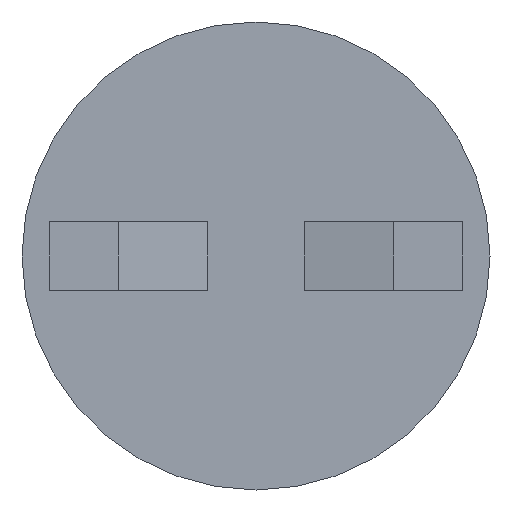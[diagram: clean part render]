
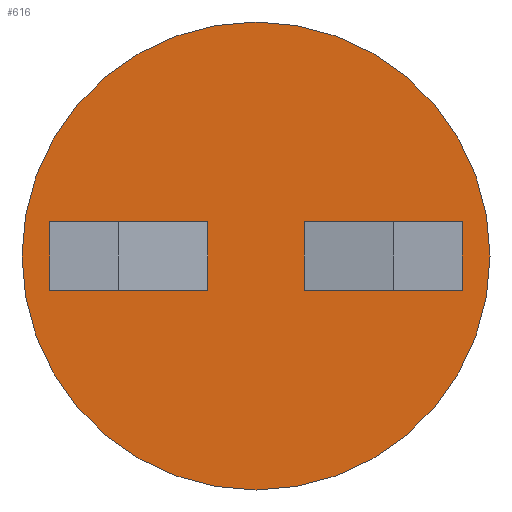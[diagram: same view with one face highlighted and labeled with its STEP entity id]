
A CAD part, front view. The second image highlights one B-rep face of the part: STEP entity #616.
In plain terms, the highlighted planar face has unit normal (0, -1, 0).
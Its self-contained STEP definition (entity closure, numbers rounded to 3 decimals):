
#4 = CARTESIAN_POINT ( 'NONE',  ( -1.5, 0., 0. ) ) ;
#7 = VERTEX_POINT ( 'NONE', #320 ) ;
#17 = CARTESIAN_POINT ( 'NONE',  ( -1.7, 0., -0.25 ) ) ;
#31 = CIRCLE ( 'NONE', #632, 1.7 ) ;
#33 = LINE ( 'NONE', #17, #131 ) ;
#48 = EDGE_CURVE ( 'NONE', #191, #7, #265, .T. ) ;
#51 = ORIENTED_EDGE ( 'NONE', *, *, #659, .F. ) ;
#54 = FACE_BOUND ( 'NONE', #94, .T. ) ;
#59 = CARTESIAN_POINT ( 'NONE',  ( 0., 0., 1.7 ) ) ;
#60 = VERTEX_POINT ( 'NONE', #59 ) ;
#70 = LINE ( 'NONE', #425, #298 ) ;
#82 = CARTESIAN_POINT ( 'NONE',  ( 0., 0., 0. ) ) ;
#94 = EDGE_LOOP ( 'NONE', ( #216, #483, #445, #161 ) ) ;
#96 = LINE ( 'NONE', #301, #453 ) ;
#104 = FACE_OUTER_BOUND ( 'NONE', #461, .T. ) ;
#105 = LINE ( 'NONE', #202, #383 ) ;
#129 = CARTESIAN_POINT ( 'NONE',  ( 1.5, 0., 0. ) ) ;
#131 = VECTOR ( 'NONE', #177, 1000. ) ;
#134 = EDGE_CURVE ( 'NONE', #60, #638, #31, .T. ) ;
#138 = DIRECTION ( 'NONE',  ( 0., 0., -1. ) ) ;
#143 = VECTOR ( 'NONE', #329, 1000. ) ;
#157 = DIRECTION ( 'NONE',  ( 0., 1., 0. ) ) ;
#161 = ORIENTED_EDGE ( 'NONE', *, *, #450, .F. ) ;
#164 = VECTOR ( 'NONE', #618, 1000. ) ;
#165 = FACE_BOUND ( 'NONE', #557, .T. ) ;
#177 = DIRECTION ( 'NONE',  ( 1., 0., 0. ) ) ;
#182 = CARTESIAN_POINT ( 'NONE',  ( -1.5, 0., 0.25 ) ) ;
#184 = CARTESIAN_POINT ( 'NONE',  ( 0.35, 0., -0.25 ) ) ;
#188 = CARTESIAN_POINT ( 'NONE',  ( -1.7, 0., -0.25 ) ) ;
#191 = VERTEX_POINT ( 'NONE', #182 ) ;
#200 = EDGE_CURVE ( 'NONE', #563, #468, #70, .T. ) ;
#202 = CARTESIAN_POINT ( 'NONE',  ( -1.7, 0., 0.25 ) ) ;
#204 = DIRECTION ( 'NONE',  ( 0., 0., -1. ) ) ;
#209 = ORIENTED_EDGE ( 'NONE', *, *, #469, .F. ) ;
#216 = ORIENTED_EDGE ( 'NONE', *, *, #200, .F. ) ;
#230 = ORIENTED_EDGE ( 'NONE', *, *, #541, .T. ) ;
#254 = CARTESIAN_POINT ( 'NONE',  ( 0.35, 0., 0.25 ) ) ;
#256 = DIRECTION ( 'NONE',  ( 0., 0., 1. ) ) ;
#261 = CARTESIAN_POINT ( 'NONE',  ( -0.35, 0., 0. ) ) ;
#265 = LINE ( 'NONE', #4, #164 ) ;
#266 = CARTESIAN_POINT ( 'NONE',  ( 1.5, 0., 0.25 ) ) ;
#267 = ORIENTED_EDGE ( 'NONE', *, *, #602, .T. ) ;
#294 = DIRECTION ( 'NONE',  ( 1., 0., 0. ) ) ;
#297 = CARTESIAN_POINT ( 'NONE',  ( -0.35, 0., -0.25 ) ) ;
#298 = VECTOR ( 'NONE', #479, 1000. ) ;
#299 = AXIS2_PLACEMENT_3D ( 'NONE', #466, #669, #204 ) ;
#301 = CARTESIAN_POINT ( 'NONE',  ( -1.7, 0., 0.25 ) ) ;
#303 = CARTESIAN_POINT ( 'NONE',  ( -0.35, 0., 0.25 ) ) ;
#307 = PLANE ( 'NONE',  #587 ) ;
#320 = CARTESIAN_POINT ( 'NONE',  ( -1.5, 0., -0.25 ) ) ;
#329 = DIRECTION ( 'NONE',  ( 0., 0., 1. ) ) ;
#331 = VECTOR ( 'NONE', #593, 1000. ) ;
#381 = VERTEX_POINT ( 'NONE', #297 ) ;
#383 = VECTOR ( 'NONE', #397, 1000. ) ;
#388 = ORIENTED_EDGE ( 'NONE', *, *, #134, .T. ) ;
#397 = DIRECTION ( 'NONE',  ( 1., 0., 0. ) ) ;
#407 = LINE ( 'NONE', #261, #527 ) ;
#422 = LINE ( 'NONE', #188, #331 ) ;
#425 = CARTESIAN_POINT ( 'NONE',  ( 0.35, 0., 0. ) ) ;
#445 = ORIENTED_EDGE ( 'NONE', *, *, #570, .F. ) ;
#449 = CARTESIAN_POINT ( 'NONE',  ( 0., 0., -1.7 ) ) ;
#450 = EDGE_CURVE ( 'NONE', #468, #569, #422, .T. ) ;
#453 = VECTOR ( 'NONE', #294, 1000. ) ;
#461 = EDGE_LOOP ( 'NONE', ( #267, #388 ) ) ;
#466 = CARTESIAN_POINT ( 'NONE',  ( 0., 0., 0. ) ) ;
#468 = VERTEX_POINT ( 'NONE', #184 ) ;
#469 = EDGE_CURVE ( 'NONE', #7, #381, #33, .T. ) ;
#479 = DIRECTION ( 'NONE',  ( 0., 0., -1. ) ) ;
#483 = ORIENTED_EDGE ( 'NONE', *, *, #519, .T. ) ;
#496 = LINE ( 'NONE', #129, #143 ) ;
#519 = EDGE_CURVE ( 'NONE', #563, #633, #96, .T. ) ;
#527 = VECTOR ( 'NONE', #621, 1000. ) ;
#541 = EDGE_CURVE ( 'NONE', #191, #656, #105, .T. ) ;
#557 = EDGE_LOOP ( 'NONE', ( #589, #230, #51, #209 ) ) ;
#559 = CIRCLE ( 'NONE', #299, 1.7 ) ;
#563 = VERTEX_POINT ( 'NONE', #254 ) ;
#569 = VERTEX_POINT ( 'NONE', #605 ) ;
#570 = EDGE_CURVE ( 'NONE', #569, #633, #496, .T. ) ;
#587 = AXIS2_PLACEMENT_3D ( 'NONE', #613, #157, #256 ) ;
#589 = ORIENTED_EDGE ( 'NONE', *, *, #48, .F. ) ;
#590 = DIRECTION ( 'NONE',  ( 0., -1., 0. ) ) ;
#593 = DIRECTION ( 'NONE',  ( 1., 0., 0. ) ) ;
#602 = EDGE_CURVE ( 'NONE', #638, #60, #559, .T. ) ;
#605 = CARTESIAN_POINT ( 'NONE',  ( 1.5, 0., -0.25 ) ) ;
#613 = CARTESIAN_POINT ( 'NONE',  ( -1.7, 0., 0. ) ) ;
#616 = ADVANCED_FACE ( 'NONE', ( #54, #165, #104 ), #307, .F. ) ;
#618 = DIRECTION ( 'NONE',  ( 0., 0., -1. ) ) ;
#621 = DIRECTION ( 'NONE',  ( 0., 0., 1. ) ) ;
#632 = AXIS2_PLACEMENT_3D ( 'NONE', #82, #590, #138 ) ;
#633 = VERTEX_POINT ( 'NONE', #266 ) ;
#638 = VERTEX_POINT ( 'NONE', #449 ) ;
#656 = VERTEX_POINT ( 'NONE', #303 ) ;
#659 = EDGE_CURVE ( 'NONE', #381, #656, #407, .T. ) ;
#669 = DIRECTION ( 'NONE',  ( 0., -1., 0. ) ) ;
